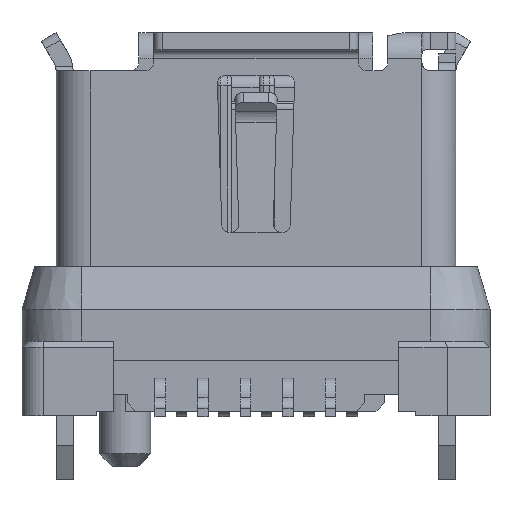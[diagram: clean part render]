
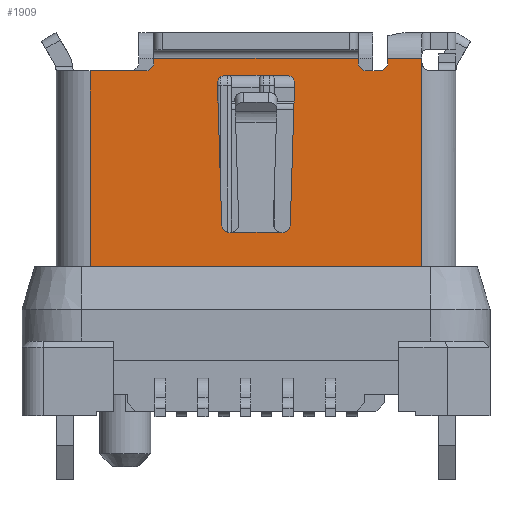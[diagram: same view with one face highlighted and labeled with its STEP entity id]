
A CAD part, front view. The second image highlights one B-rep face of the part: STEP entity #1909.
In plain terms, the highlighted planar face has unit normal (0, -1, 0).
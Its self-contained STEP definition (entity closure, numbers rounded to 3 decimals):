
#1471=CIRCLE('',#11572,0.2);
#1472=CIRCLE('',#11573,0.2);
#1473=CIRCLE('',#11574,0.2);
#1474=CIRCLE('',#11575,0.2);
#1475=CIRCLE('',#11576,0.2);
#1476=CIRCLE('',#11577,0.2);
#1477=CIRCLE('',#11578,0.2);
#1595=FACE_BOUND('',#3283,.T.);
#1596=FACE_BOUND('',#3284,.T.);
#1909=ADVANCED_FACE('',(#1595,#1596),#2306,.F.);
#2306=PLANE('',#11579);
#3283=EDGE_LOOP('',(#5263,#5264,#5265,#5266,#5267,#5268,#5269,#5270,#5271,
#5272,#5273,#5274,#5275,#5276));
#3284=EDGE_LOOP('',(#5277,#5278,#5279,#5280,#5281,#5282,#5283,#5284));
#5263=ORIENTED_EDGE('',*,*,#8342,.T.);
#5264=ORIENTED_EDGE('',*,*,#8343,.T.);
#5265=ORIENTED_EDGE('',*,*,#8344,.F.);
#5266=ORIENTED_EDGE('',*,*,#8345,.F.);
#5267=ORIENTED_EDGE('',*,*,#8346,.F.);
#5268=ORIENTED_EDGE('',*,*,#8347,.T.);
#5269=ORIENTED_EDGE('',*,*,#8315,.T.);
#5270=ORIENTED_EDGE('',*,*,#8348,.F.);
#5271=ORIENTED_EDGE('',*,*,#8160,.T.);
#5272=ORIENTED_EDGE('',*,*,#8349,.F.);
#5273=ORIENTED_EDGE('',*,*,#8350,.T.);
#5274=ORIENTED_EDGE('',*,*,#8351,.F.);
#5275=ORIENTED_EDGE('',*,*,#8337,.F.);
#5276=ORIENTED_EDGE('',*,*,#8352,.T.);
#5277=ORIENTED_EDGE('',*,*,#8353,.T.);
#5278=ORIENTED_EDGE('',*,*,#8354,.T.);
#5279=ORIENTED_EDGE('',*,*,#8355,.T.);
#5280=ORIENTED_EDGE('',*,*,#8356,.T.);
#5281=ORIENTED_EDGE('',*,*,#8357,.T.);
#5282=ORIENTED_EDGE('',*,*,#8358,.T.);
#5283=ORIENTED_EDGE('',*,*,#8359,.T.);
#5284=ORIENTED_EDGE('',*,*,#8360,.T.);
#6971=VERTEX_POINT('',#16859);
#6972=VERTEX_POINT('',#16861);
#7080=VERTEX_POINT('',#17215);
#7081=VERTEX_POINT('',#17217);
#7101=VERTEX_POINT('',#17261);
#7102=VERTEX_POINT('',#17262);
#7105=VERTEX_POINT('',#17271);
#7106=VERTEX_POINT('',#17272);
#7107=VERTEX_POINT('',#17274);
#7108=VERTEX_POINT('',#17276);
#7109=VERTEX_POINT('',#17278);
#7110=VERTEX_POINT('',#17280);
#7111=VERTEX_POINT('',#17284);
#7112=VERTEX_POINT('',#17286);
#7113=VERTEX_POINT('',#17290);
#7114=VERTEX_POINT('',#17291);
#7115=VERTEX_POINT('',#17293);
#7116=VERTEX_POINT('',#17295);
#7117=VERTEX_POINT('',#17297);
#7118=VERTEX_POINT('',#17299);
#7119=VERTEX_POINT('',#17301);
#7120=VERTEX_POINT('',#17303);
#8160=EDGE_CURVE('',#6972,#6971,#9353,.T.);
#8315=EDGE_CURVE('',#7081,#7080,#9455,.T.);
#8337=EDGE_CURVE('',#7101,#7102,#9470,.T.);
#8342=EDGE_CURVE('',#7105,#7106,#9474,.T.);
#8343=EDGE_CURVE('',#7106,#7107,#1471,.T.);
#8344=EDGE_CURVE('',#7108,#7107,#9475,.T.);
#8345=EDGE_CURVE('',#7109,#7108,#9476,.T.);
#8346=EDGE_CURVE('',#7110,#7109,#9477,.T.);
#8347=EDGE_CURVE('',#7110,#7081,#1472,.T.);
#8348=EDGE_CURVE('',#6972,#7080,#9478,.T.);
#8349=EDGE_CURVE('',#7111,#6971,#9479,.T.);
#8350=EDGE_CURVE('',#7111,#7112,#9480,.T.);
#8351=EDGE_CURVE('',#7102,#7112,#9481,.T.);
#8352=EDGE_CURVE('',#7101,#7105,#1473,.T.);
#8353=EDGE_CURVE('',#7113,#7114,#1474,.T.);
#8354=EDGE_CURVE('',#7114,#7115,#9482,.T.);
#8355=EDGE_CURVE('',#7115,#7116,#1475,.T.);
#8356=EDGE_CURVE('',#7116,#7117,#9483,.T.);
#8357=EDGE_CURVE('',#7117,#7118,#1476,.T.);
#8358=EDGE_CURVE('',#7118,#7119,#9484,.T.);
#8359=EDGE_CURVE('',#7119,#7120,#1477,.T.);
#8360=EDGE_CURVE('',#7120,#7113,#9485,.T.);
#9353=LINE('',#16860,#10347);
#9455=LINE('',#17216,#10449);
#9470=LINE('',#17260,#10464);
#9474=LINE('',#17270,#10468);
#9475=LINE('',#17275,#10469);
#9476=LINE('',#17277,#10470);
#9477=LINE('',#17279,#10471);
#9478=LINE('',#17282,#10472);
#9479=LINE('',#17283,#10473);
#9480=LINE('',#17285,#10474);
#9481=LINE('',#17287,#10475);
#9482=LINE('',#17292,#10476);
#9483=LINE('',#17296,#10477);
#9484=LINE('',#17300,#10478);
#9485=LINE('',#17304,#10479);
#10347=VECTOR('',#13457,1.);
#10449=VECTOR('',#13753,1.);
#10464=VECTOR('',#13786,1.);
#10468=VECTOR('',#13794,1.);
#10469=VECTOR('',#13797,1.);
#10470=VECTOR('',#13798,1.);
#10471=VECTOR('',#13799,1.);
#10472=VECTOR('',#13802,1.);
#10473=VECTOR('',#13803,1.);
#10474=VECTOR('',#13804,1.);
#10475=VECTOR('',#13805,1.);
#10476=VECTOR('',#13810,1.);
#10477=VECTOR('',#13813,1.);
#10478=VECTOR('',#13816,1.);
#10479=VECTOR('',#13819,1.);
#11572=AXIS2_PLACEMENT_3D('',#17273,#13795,#13796);
#11573=AXIS2_PLACEMENT_3D('',#17281,#13800,#13801);
#11574=AXIS2_PLACEMENT_3D('',#17288,#13806,#13807);
#11575=AXIS2_PLACEMENT_3D('',#17289,#13808,#13809);
#11576=AXIS2_PLACEMENT_3D('',#17294,#13811,#13812);
#11577=AXIS2_PLACEMENT_3D('',#17298,#13814,#13815);
#11578=AXIS2_PLACEMENT_3D('',#17302,#13817,#13818);
#11579=AXIS2_PLACEMENT_3D('',#17305,#13820,#13821);
#13457=DIRECTION('',(1.,0.,0.));
#13753=DIRECTION('',(-1.,0.,0.));
#13786=DIRECTION('',(0.,0.,1.));
#13794=DIRECTION('',(-1.,0.,0.));
#13795=DIRECTION('',(0.,1.,0.));
#13796=DIRECTION('',(0.,0.,-1.));
#13797=DIRECTION('',(0.,0.,-1.));
#13798=DIRECTION('',(1.,0.,0.));
#13799=DIRECTION('',(0.,0.,1.));
#13800=DIRECTION('',(0.,1.,0.));
#13801=DIRECTION('',(1.,0.,0.));
#13802=DIRECTION('',(0.,0.,1.));
#13803=DIRECTION('',(0.,0.,-1.));
#13804=DIRECTION('',(0.,0.,1.));
#13805=DIRECTION('',(1.,0.,0.));
#13806=DIRECTION('',(0.,1.,0.));
#13807=DIRECTION('',(1.,0.,0.));
#13808=DIRECTION('',(0.,1.,0.));
#13809=DIRECTION('',(1.,0.,-0.03));
#13810=DIRECTION('',(-1.,0.,0.));
#13811=DIRECTION('',(0.,1.,0.));
#13812=DIRECTION('',(0.307,0.,-0.952));
#13813=DIRECTION('',(-0.03,0.,1.));
#13814=DIRECTION('',(0.,1.,0.));
#13815=DIRECTION('',(-1.,0.,-0.03));
#13816=DIRECTION('',(1.,0.,0.));
#13817=DIRECTION('',(0.,1.,0.));
#13818=DIRECTION('',(0.,0.,1.));
#13819=DIRECTION('',(-0.03,0.,-1.));
#13820=DIRECTION('',(0.,1.,0.));
#13821=DIRECTION('',(0.,0.,-1.));
#16859=CARTESIAN_POINT('',(3.9,-2.5,-0.25));
#16860=CARTESIAN_POINT('',(-3.9,-2.5,-0.25));
#16861=CARTESIAN_POINT('',(-3.9,-2.5,-0.25));
#17215=CARTESIAN_POINT('',(-3.9,-2.5,4.35));
#17216=CARTESIAN_POINT('',(-2.6,-2.5,4.35));
#17217=CARTESIAN_POINT('',(-2.6,-2.5,4.35));
#17260=CARTESIAN_POINT('',(3.1,-2.5,4.55));
#17261=CARTESIAN_POINT('',(3.1,-2.5,4.55));
#17262=CARTESIAN_POINT('',(3.1,-2.5,4.65));
#17270=CARTESIAN_POINT('',(2.9,-2.5,4.35));
#17271=CARTESIAN_POINT('',(2.9,-2.5,4.35));
#17272=CARTESIAN_POINT('',(2.6,-2.5,4.35));
#17273=CARTESIAN_POINT('',(2.6,-2.5,4.55));
#17274=CARTESIAN_POINT('',(2.4,-2.5,4.55));
#17275=CARTESIAN_POINT('',(2.4,-2.5,4.65));
#17276=CARTESIAN_POINT('',(2.4,-2.5,4.65));
#17277=CARTESIAN_POINT('',(-2.4,-2.5,4.65));
#17278=CARTESIAN_POINT('',(-2.4,-2.5,4.65));
#17279=CARTESIAN_POINT('',(-2.4,-2.5,4.55));
#17280=CARTESIAN_POINT('',(-2.4,-2.5,4.55));
#17281=CARTESIAN_POINT('',(-2.6,-2.5,4.55));
#17282=CARTESIAN_POINT('',(-3.9,-2.5,-0.25));
#17283=CARTESIAN_POINT('',(3.9,-2.5,4.55));
#17284=CARTESIAN_POINT('',(3.9,-2.5,4.55));
#17285=CARTESIAN_POINT('',(3.9,-2.5,4.55));
#17286=CARTESIAN_POINT('',(3.9,-2.5,4.65));
#17287=CARTESIAN_POINT('',(3.1,-2.5,4.65));
#17288=CARTESIAN_POINT('',(2.9,-2.5,4.55));
#17289=CARTESIAN_POINT('',(0.606,-2.5,0.75));
#17290=CARTESIAN_POINT('',(0.806,-2.5,0.744));
#17291=CARTESIAN_POINT('',(0.545,-2.5,0.56));
#17292=CARTESIAN_POINT('',(0.545,-2.5,0.56));
#17293=CARTESIAN_POINT('',(-0.545,-2.5,0.56));
#17294=CARTESIAN_POINT('',(-0.606,-2.5,0.75));
#17295=CARTESIAN_POINT('',(-0.806,-2.5,0.744));
#17296=CARTESIAN_POINT('',(-0.806,-2.5,0.744));
#17297=CARTESIAN_POINT('',(-0.906,-2.5,4.044));
#17298=CARTESIAN_POINT('',(-0.706,-2.5,4.05));
#17299=CARTESIAN_POINT('',(-0.706,-2.5,4.25));
#17300=CARTESIAN_POINT('',(-0.706,-2.5,4.25));
#17301=CARTESIAN_POINT('',(0.706,-2.5,4.25));
#17302=CARTESIAN_POINT('',(0.706,-2.5,4.05));
#17303=CARTESIAN_POINT('',(0.906,-2.5,4.044));
#17304=CARTESIAN_POINT('',(0.906,-2.5,4.044));
#17305=CARTESIAN_POINT('',(-3.9,-2.5,5.25));
